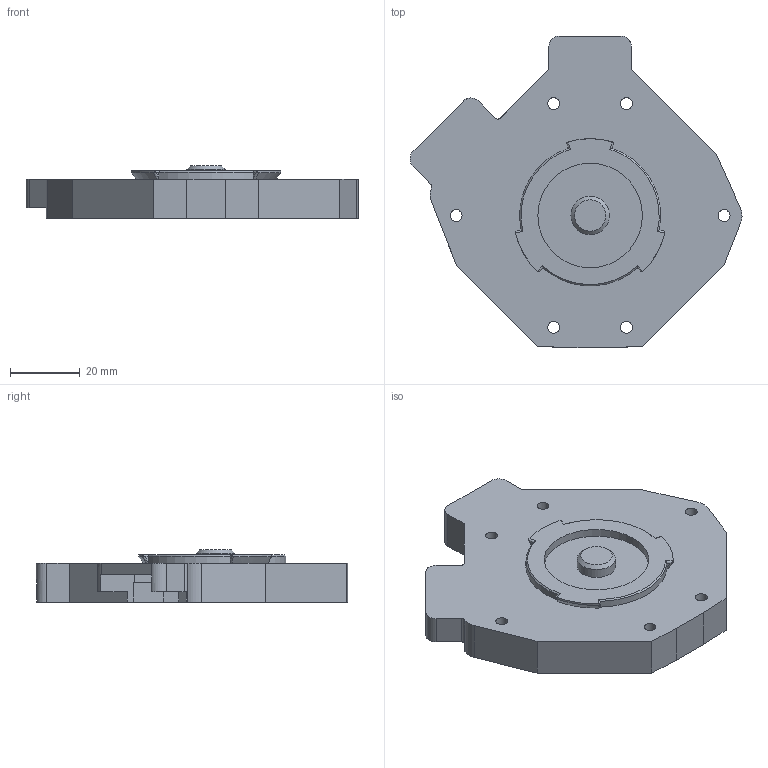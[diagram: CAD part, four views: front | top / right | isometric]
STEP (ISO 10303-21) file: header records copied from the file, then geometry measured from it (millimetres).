
FILE_DESCRIPTION(/* description */ (''),/* implementation_level */ '2;1');
FILE_NAME(/* name */ 'Housing main v1.step',/* time_stamp */ '2023-03-22T15:39:09-05:00',/* author */ (''),/* organization */ (''),/* preprocessor_version */ 'ST-DEVELOPER v19.2',/* originating_system */ 'Autodesk Translation Framework v11.17.0.187',/* authorisation */ '');
FILE_SCHEMA (('AUTOMOTIVE_DESIGN { 1 0 10303 214 3 1 1 }'));
Length unit declared in the file: millimetre
Products named in the file (1): Housing main
Bounding box: 95.29 x 89.5 x 15 mm (x, y, z)
Volume: 16289 mm3; surface area: 18148.8 mm2
Topology: 1 solids, 1 shells, 174 faces, 504 edges, 335 vertices
Faces by surface type: plane 121, cylinder 38, bspline 8, cone 7
Full cylindrical faces by diameter (mm): 3.4 x6, 11 x1, 30 x1
Entity records: 6261 total; most frequent: CARTESIAN_POINT 1686, ORIENTED_EDGE 1008, DIRECTION 849, EDGE_CURVE 504, LINE 361, VECTOR 361, VERTEX_POINT 335, AXIS2_PLACEMENT_3D 244
